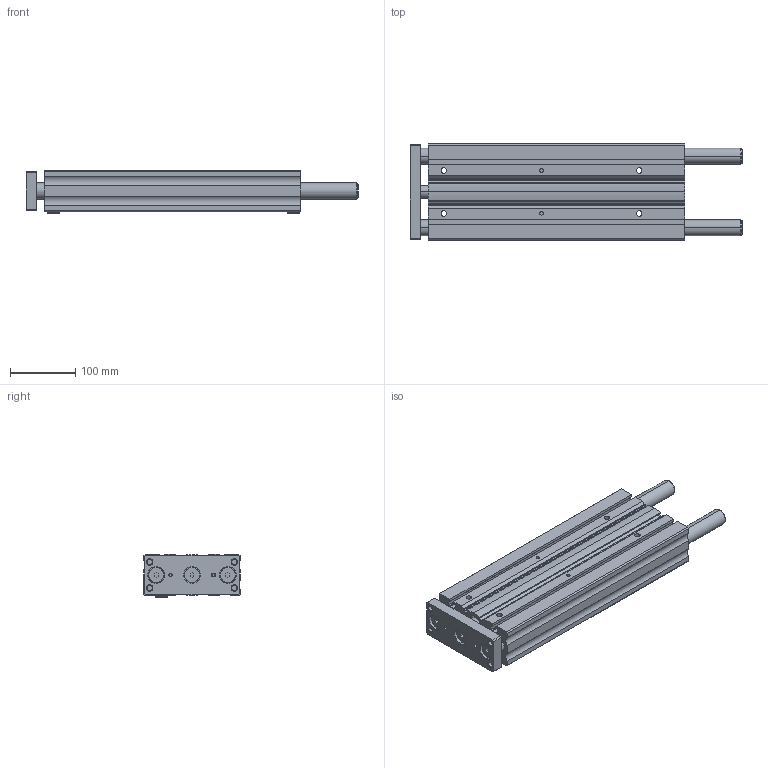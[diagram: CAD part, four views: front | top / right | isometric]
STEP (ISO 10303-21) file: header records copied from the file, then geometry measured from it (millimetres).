
FILE_DESCRIPTION (( 'STEP AP203' ), '1' );
FILE_NAME ('W143050A350N.step', '2025-05-29T12:58:23', ( '' ), ( '' ), 'SwSTEP 2.0', 'SolidWorks 2024', '' );
FILE_SCHEMA (( 'CONFIG_CONTROL_DESIGN' ));
Length unit declared in the file: inch
Products named in the file (3): W143050A350N_BODY; W143050A350N_ROD; W143050A350N
Assembly tree (2 placements, depth 2):
  W143050A350N
    W143050A350N_BODY
    W143050A350N_ROD
Bounding box: 510 x 148 x 67 mm (x, y, z)
Volume: 2969334.9 mm3; surface area: 520978.7 mm2
Topology: 6 solids, 6 shells, 466 faces, 1183 edges, 766 vertices
Faces by surface type: cylinder 224, plane 186, cone 48, torus 8
Entity records: 14554 total; most frequent: DIRECTION 2637, CARTESIAN_POINT 2456, ORIENTED_EDGE 2366, EDGE_CURVE 1183, AXIS2_PLACEMENT_3D 987, VERTEX_POINT 766, LINE 663, VECTOR 663
